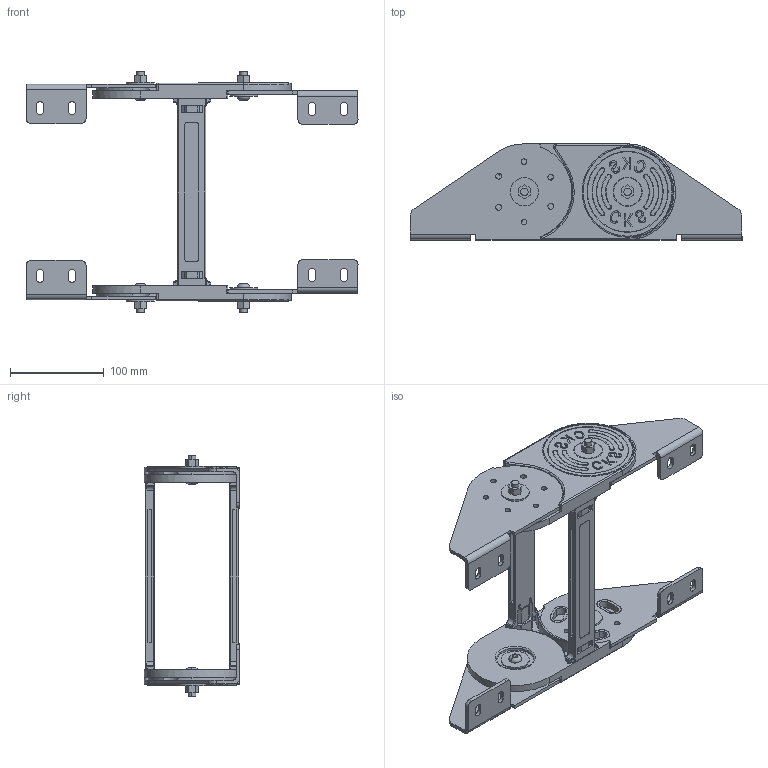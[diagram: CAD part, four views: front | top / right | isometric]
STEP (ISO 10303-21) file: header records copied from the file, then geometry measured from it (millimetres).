
FILE_DESCRIPTION (( 'STEP AP214' ), '1' );
FILE_NAME ('CK80-A200-METAL AYAK.STEP', '2019-09-18T14:53:26', ( '' ), ( '' ), 'SwSTEP 2.0', 'SolidWorks 2017', '' );
FILE_SCHEMA (( 'AUTOMOTIVE_DESIGN' ));
Length unit declared in the file: millimetre
Products named in the file (1): CK80-A200-METAL AYAK
Bounding box: 354 x 102.12 x 258 mm (x, y, z)
Volume: 593666.2 mm3; surface area: 330287.2 mm2
Topology: 24 solids, 30 shells, 1522 faces, 3898 edges, 2504 vertices
Faces by surface type: plane 604, cylinder 602, bspline 206, torus 90, sphere 20
Entity records: 56081 total; most frequent: CARTESIAN_POINT 19871, ORIENTED_EDGE 7772, DIRECTION 7222, EDGE_CURVE 3886, AXIS2_PLACEMENT_3D 2607, VERTEX_POINT 2504, LINE 2008, VECTOR 2008
